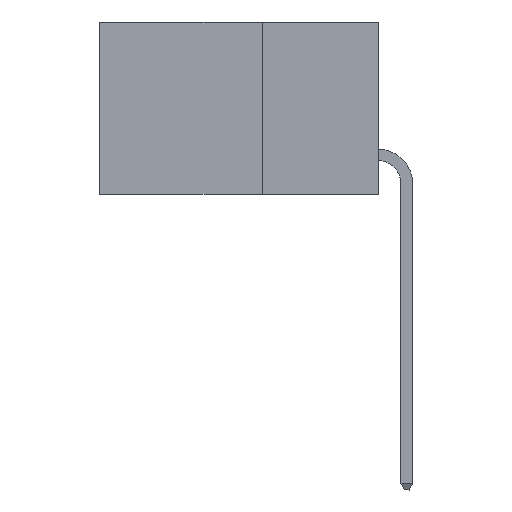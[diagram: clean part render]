
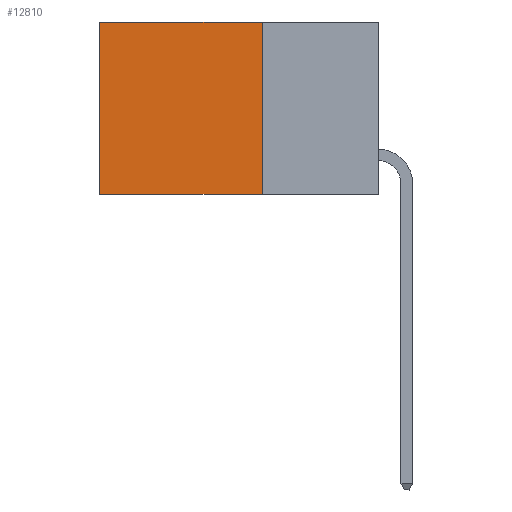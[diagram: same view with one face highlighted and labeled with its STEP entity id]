
A CAD part, left-side view. The second image highlights one B-rep face of the part: STEP entity #12810.
In plain terms, the highlighted planar face has unit normal (-1, 0, 0).
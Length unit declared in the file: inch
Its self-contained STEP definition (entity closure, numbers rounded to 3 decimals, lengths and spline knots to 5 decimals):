
#73 = CARTESIAN_POINT ( 'NONE',  ( 0.298, 0.6, 0. ) ) ;
#1486 = ORIENTED_EDGE ( 'NONE', *, *, #12644, .T. ) ;
#2179 = CARTESIAN_POINT ( 'NONE',  ( 0.298, 0.25, 0. ) ) ;
#2219 = DIRECTION ( 'NONE',  ( 0., 1., 0. ) ) ;
#2917 = CARTESIAN_POINT ( 'NONE',  ( 0.298, 0.25, 0. ) ) ;
#3188 = EDGE_CURVE ( 'NONE', #12532, #8537, #14644, .T. ) ;
#3290 = DIRECTION ( 'NONE',  ( 0., 1., 0. ) ) ;
#4475 = CARTESIAN_POINT ( 'NONE',  ( 0.298, 0.6, -0.37 ) ) ;
#5607 = CARTESIAN_POINT ( 'NONE',  ( 0.298, 0.6, 0. ) ) ;
#5835 = DIRECTION ( 'NONE',  ( 0., 0., -1. ) ) ;
#5929 = VERTEX_POINT ( 'NONE', #8917 ) ;
#6292 = EDGE_CURVE ( 'NONE', #5929, #10790, #11265, .T. ) ;
#6441 = CARTESIAN_POINT ( 'NONE',  ( 0.298, 0.25, 0. ) ) ;
#6896 = CARTESIAN_POINT ( 'NONE',  ( 0.298, 0.25, -0.37 ) ) ;
#7181 = VECTOR ( 'NONE', #3290, 39.37008 ) ;
#7881 = LINE ( 'NONE', #5607, #14769 ) ;
#8024 = PLANE ( 'NONE',  #8618 ) ;
#8076 = ORIENTED_EDGE ( 'NONE', *, *, #14640, .F. ) ;
#8347 = VECTOR ( 'NONE', #2219, 39.37008 ) ;
#8537 = VERTEX_POINT ( 'NONE', #73 ) ;
#8618 = AXIS2_PLACEMENT_3D ( 'NONE', #2179, #9245, #5835 ) ;
#8690 = ORIENTED_EDGE ( 'NONE', *, *, #6292, .F. ) ;
#8900 = LINE ( 'NONE', #6441, #9083 ) ;
#8917 = CARTESIAN_POINT ( 'NONE',  ( 0.298, 0.25, -0.37 ) ) ;
#9083 = VECTOR ( 'NONE', #11049, 39.37008 ) ;
#9245 = DIRECTION ( 'NONE',  ( 1., 0., 0. ) ) ;
#10209 = DIRECTION ( 'NONE',  ( 0., 0., -1. ) ) ;
#10346 = CARTESIAN_POINT ( 'NONE',  ( 0.298, 0.25, 0. ) ) ;
#10790 = VERTEX_POINT ( 'NONE', #4475 ) ;
#11049 = DIRECTION ( 'NONE',  ( 0., 0., -1. ) ) ;
#11265 = LINE ( 'NONE', #6896, #7181 ) ;
#12520 = FACE_OUTER_BOUND ( 'NONE', #13643, .T. ) ;
#12532 = VERTEX_POINT ( 'NONE', #2917 ) ;
#12644 = EDGE_CURVE ( 'NONE', #8537, #10790, #7881, .T. ) ;
#12810 = ADVANCED_FACE ( 'NONE', ( #12520 ), #8024, .F. ) ;
#13643 = EDGE_LOOP ( 'NONE', ( #1486, #8690, #8076, #15225 ) ) ;
#14640 = EDGE_CURVE ( 'NONE', #12532, #5929, #8900, .T. ) ;
#14644 = LINE ( 'NONE', #10346, #8347 ) ;
#14769 = VECTOR ( 'NONE', #10209, 39.37008 ) ;
#15225 = ORIENTED_EDGE ( 'NONE', *, *, #3188, .T. ) ;
